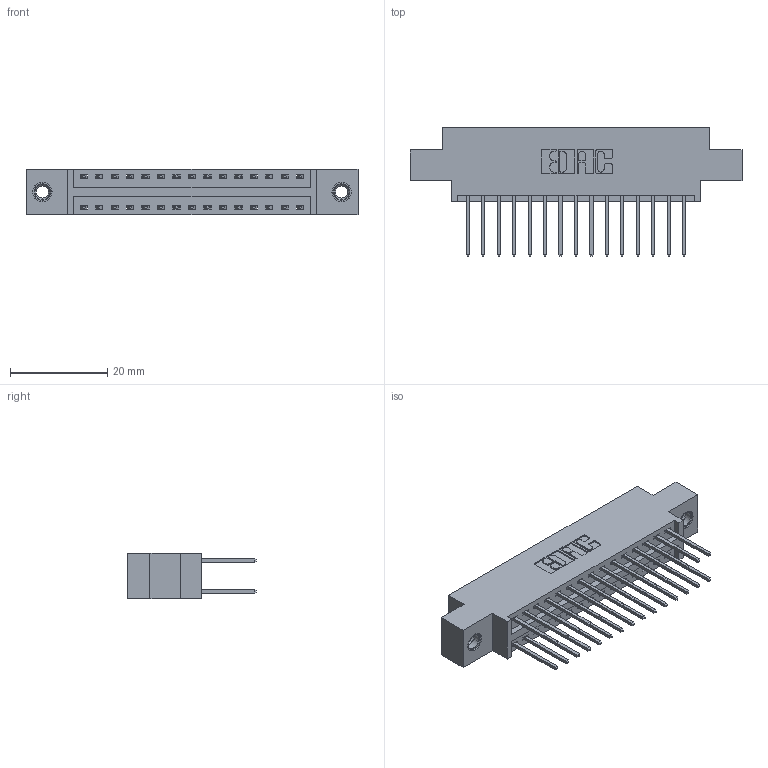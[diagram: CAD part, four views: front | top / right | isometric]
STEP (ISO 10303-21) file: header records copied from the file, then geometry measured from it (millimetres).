
FILE_DESCRIPTION (( 'STEP AP203' ), '1' );
FILE_NAME ('396-030-522-807.STEP', '2018-09-05T06:35:48', ( '' ), ( '' ), 'SwSTEP 2.0', 'SolidWorks 2016', '' );
FILE_SCHEMA (( 'CONFIG_CONTROL_DESIGN' ));
Length unit declared in the file: inch
Products named in the file (4): 346 Part_0.170 Offset - 0.156 Dia-TI; 345-292-001_345-293-122; 345-250-001_345-250-005-103; 396-030-522-807
Assembly tree (33 placements, depth 2):
  396-030-522-807
    346 Part_0.170 Offset - 0.156 Dia-TI
    345-292-001_345-293-122  x30
    345-250-001_345-250-005-103  x2
Bounding box: 68.2 x 26.42 x 9.4 mm (x, y, z)
Volume: 6349.3 mm3; surface area: 8872.9 mm2
Topology: 33 solids, 33 shells, 1746 faces, 5127 edges, 3370 vertices
Faces by surface type: plane 1162, cylinder 568, cone 12, torus 4
Entity records: 14760 total; most frequent: CARTESIAN_POINT 2455, ORIENTED_EDGE 2382, DIRECTION 2241, EDGE_CURVE 1191, LINE 979, VECTOR 979, VERTEX_POINT 788, AXIS2_PLACEMENT_3D 631
